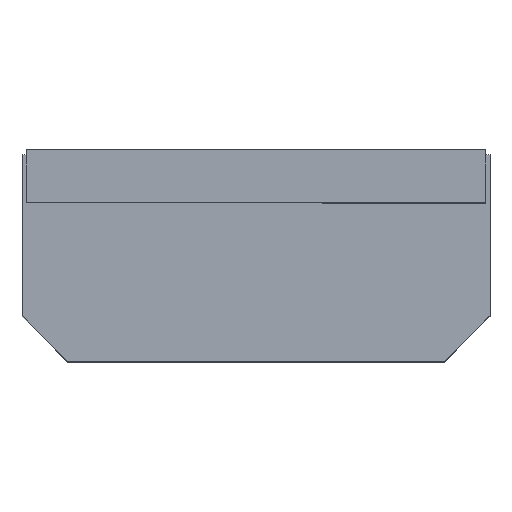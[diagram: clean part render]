
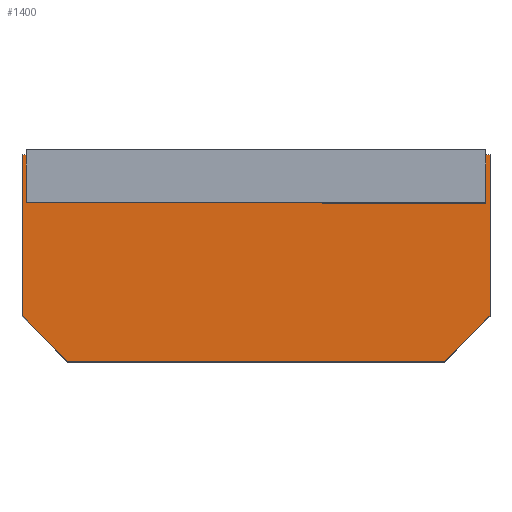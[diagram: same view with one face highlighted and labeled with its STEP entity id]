
A CAD part, top view. The second image highlights one B-rep face of the part: STEP entity #1400.
In plain terms, the highlighted planar face has unit normal (0, 0, 1).
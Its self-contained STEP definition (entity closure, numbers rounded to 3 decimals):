
#1127=CARTESIAN_POINT('',(6.828,-3.683,6.096));
#1126=VERTEX_POINT('',#1127);
#1137=CARTESIAN_POINT('',(-1.748,-3.683,6.096));
#1136=VERTEX_POINT('',#1137);
#1135=EDGE_CURVE('',#1136,#1126,#1140,.T.);
#1140=LINE('',#1137,#1142);
#1142=VECTOR('',#1143,8.575);
#1143=DIRECTION('',(1.0,0.0,0.0));
#1176=CARTESIAN_POINT('',(7.874,-2.637,6.096));
#1175=VERTEX_POINT('',#1176);
#1184=EDGE_CURVE('',#1126,#1175,#1189,.T.);
#1189=LINE('',#1127,#1191);
#1191=VECTOR('',#1192,1.48);
#1192=DIRECTION('',(0.707,0.707,0.0));
#1225=CARTESIAN_POINT('',(7.874,1.041,6.096));
#1224=VERTEX_POINT('',#1225);
#1233=EDGE_CURVE('',#1175,#1224,#1238,.T.);
#1238=LINE('',#1176,#1240);
#1240=VECTOR('',#1241,3.678);
#1241=DIRECTION('',(0.0,1.0,0.0));
#1274=CARTESIAN_POINT('',(-2.794,1.041,6.096));
#1273=VERTEX_POINT('',#1274);
#1282=EDGE_CURVE('',#1224,#1273,#1287,.T.);
#1287=LINE('',#1225,#1289);
#1289=VECTOR('',#1290,10.668);
#1290=DIRECTION('',(-1.0,0.0,0.0));
#1323=CARTESIAN_POINT('',(-2.794,-2.637,6.096));
#1322=VERTEX_POINT('',#1323);
#1331=EDGE_CURVE('',#1273,#1322,#1336,.T.);
#1336=LINE('',#1274,#1338);
#1338=VECTOR('',#1339,3.678);
#1339=DIRECTION('',(0.0,-1.0,0.0));
#1380=EDGE_CURVE('',#1322,#1136,#1385,.T.);
#1385=LINE('',#1323,#1387);
#1387=VECTOR('',#1388,1.48);
#1388=DIRECTION('',(0.707,-0.707,0.0));
#1400=ADVANCED_FACE('',(#1406),#1401,.T.);
#1401=PLANE('',#1402);
#1402=AXIS2_PLACEMENT_3D('',#1403,#1404,#1405);
#1403=CARTESIAN_POINT('',(7.874,1.041,6.096));
#1404=DIRECTION('',(0.0,0.0,1.0));
#1405=DIRECTION('',(0.,1.,0.));
#1406=FACE_OUTER_BOUND('',#1407,.T.);
#1407=EDGE_LOOP('',(#1408,#1418,#1428,#1438,#1448,#1458));
#1408=ORIENTED_EDGE('',*,*,#1282,.T.);
#1418=ORIENTED_EDGE('',*,*,#1331,.T.);
#1428=ORIENTED_EDGE('',*,*,#1380,.T.);
#1438=ORIENTED_EDGE('',*,*,#1135,.T.);
#1448=ORIENTED_EDGE('',*,*,#1184,.T.);
#1458=ORIENTED_EDGE('',*,*,#1233,.T.);
